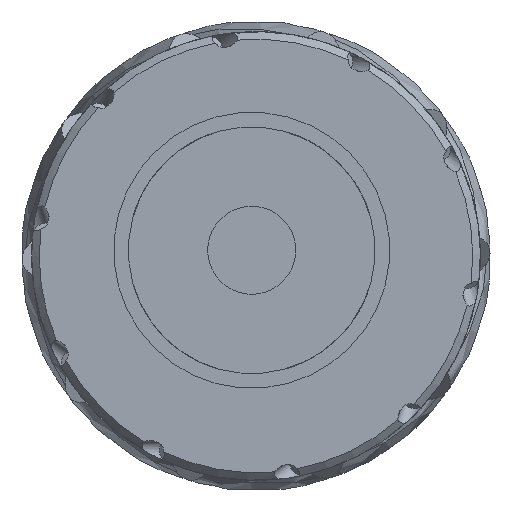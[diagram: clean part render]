
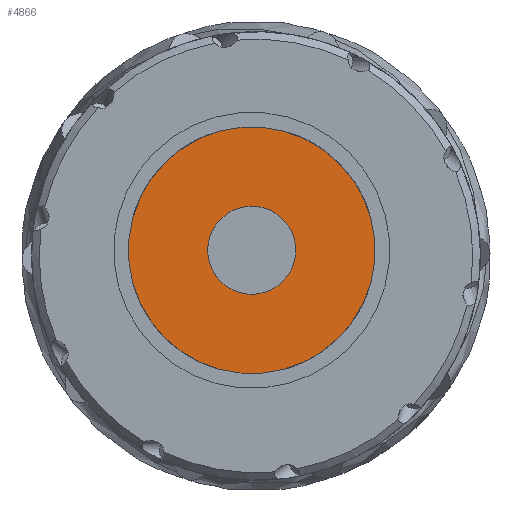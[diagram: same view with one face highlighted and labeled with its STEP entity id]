
A CAD part, front view. The second image highlights one B-rep face of the part: STEP entity #4866.
In plain terms, the highlighted face is planar.
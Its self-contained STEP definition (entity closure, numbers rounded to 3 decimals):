
#345=PLANE('',#5284);
#492=FACE_BOUND('',#875,.T.);
#572=FACE_OUTER_BOUND('',#874,.T.);
#874=EDGE_LOOP('',(#3348));
#875=EDGE_LOOP('',(#3349));
#1802=CIRCLE('',#5244,21.);
#1827=CIRCLE('',#5285,7.5);
#2072=VERTEX_POINT('',#7634);
#2109=VERTEX_POINT('',#7798);
#2545=EDGE_CURVE('',#2072,#2072,#1802,.T.);
#2592=EDGE_CURVE('',#2109,#2109,#1827,.T.);
#3348=ORIENTED_EDGE('',*,*,#2545,.T.);
#3349=ORIENTED_EDGE('',*,*,#2592,.F.);
#4866=ADVANCED_FACE('',(#572,#492),#345,.T.);
#5244=AXIS2_PLACEMENT_3D('',#7636,#5958,#5959);
#5284=AXIS2_PLACEMENT_3D('',#7797,#6053,#6054);
#5285=AXIS2_PLACEMENT_3D('',#7799,#6055,#6056);
#5958=DIRECTION('center_axis',(-1.,0.,0.));
#5959=DIRECTION('ref_axis',(0.,0.,1.));
#6053=DIRECTION('center_axis',(-1.,0.,0.));
#6054=DIRECTION('ref_axis',(0.,0.,1.));
#6055=DIRECTION('center_axis',(-1.,0.,0.));
#6056=DIRECTION('ref_axis',(0.,0.,1.));
#7634=CARTESIAN_POINT('',(-122.25,0.,63.75));
#7636=CARTESIAN_POINT('Origin',(-122.25,0.,42.75));
#7797=CARTESIAN_POINT('Origin',(-122.25,0.,42.75));
#7798=CARTESIAN_POINT('',(-122.25,0.,50.25));
#7799=CARTESIAN_POINT('Origin',(-122.25,0.,42.75));
